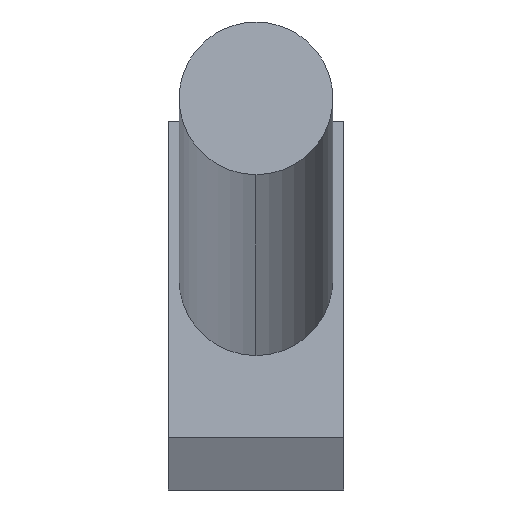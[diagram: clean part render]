
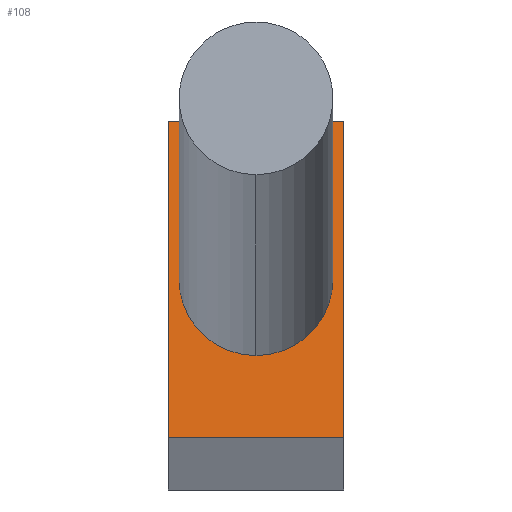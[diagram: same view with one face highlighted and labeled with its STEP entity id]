
A CAD part, left-side view. The second image highlights one B-rep face of the part: STEP entity #108.
In plain terms, the highlighted planar face has unit normal (-0.992, 0, 0.128).
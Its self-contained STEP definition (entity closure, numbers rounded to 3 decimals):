
#15 = DIRECTION ( 'NONE',  ( -0.992, 0., 0.128 ) ) ;
#16 = VERTEX_POINT ( 'NONE', #346 ) ;
#21 = VERTEX_POINT ( 'NONE', #66 ) ;
#38 = DIRECTION ( 'NONE',  ( -0.128, 0., -0.992 ) ) ;
#66 = CARTESIAN_POINT ( 'NONE',  ( 145.849, -191., 1173.055 ) ) ;
#74 = LINE ( 'NONE', #427, #259 ) ;
#76 = VECTOR ( 'NONE', #383, 1000. ) ;
#86 = VECTOR ( 'NONE', #393, 1000. ) ;
#95 = EDGE_LOOP ( 'NONE', ( #215, #124 ) ) ;
#103 = LINE ( 'NONE', #236, #76 ) ;
#106 = FACE_OUTER_BOUND ( 'NONE', #435, .T. ) ;
#108 = ADVANCED_FACE ( 'NONE', ( #106, #274 ), #385, .F. ) ;
#109 = DIRECTION ( 'NONE',  ( -0.992, 0., 0.128 ) ) ;
#116 = VERTEX_POINT ( 'NONE', #453 ) ;
#124 = ORIENTED_EDGE ( 'NONE', *, *, #452, .F. ) ;
#134 = DIRECTION ( 'NONE',  ( 0.128, 0., 0.992 ) ) ;
#151 = LINE ( 'NONE', #293, #297 ) ;
#154 = VERTEX_POINT ( 'NONE', #348 ) ;
#174 = CIRCLE ( 'NONE', #347, 35. ) ;
#175 = CARTESIAN_POINT ( 'NONE',  ( 164.467, -271., 1316.855 ) ) ;
#181 = ORIENTED_EDGE ( 'NONE', *, *, #356, .F. ) ;
#186 = DIRECTION ( 'NONE',  ( -0.128, 0., -0.992 ) ) ;
#190 = AXIS2_PLACEMENT_3D ( 'NONE', #332, #15, #186 ) ;
#198 = CARTESIAN_POINT ( 'NONE',  ( 150.664, -231., 1210.245 ) ) ;
#207 = LINE ( 'NONE', #175, #86 ) ;
#215 = ORIENTED_EDGE ( 'NONE', *, *, #338, .F. ) ;
#220 = EDGE_CURVE ( 'NONE', #116, #21, #103, .T. ) ;
#228 = VERTEX_POINT ( 'NONE', #198 ) ;
#236 = CARTESIAN_POINT ( 'NONE',  ( 164.467, -191., 1316.855 ) ) ;
#257 = AXIS2_PLACEMENT_3D ( 'NONE', #382, #278, #134 ) ;
#259 = VECTOR ( 'NONE', #358, 1000. ) ;
#274 = FACE_BOUND ( 'NONE', #95, .T. ) ;
#275 = CIRCLE ( 'NONE', #190, 35. ) ;
#278 = DIRECTION ( 'NONE',  ( 0.992, 0., -0.128 ) ) ;
#293 = CARTESIAN_POINT ( 'NONE',  ( 145.849, -271., 1173.055 ) ) ;
#297 = VECTOR ( 'NONE', #439, 1000. ) ;
#322 = VERTEX_POINT ( 'NONE', #425 ) ;
#332 = CARTESIAN_POINT ( 'NONE',  ( 155.158, -231., 1244.955 ) ) ;
#336 = ORIENTED_EDGE ( 'NONE', *, *, #220, .T. ) ;
#338 = EDGE_CURVE ( 'NONE', #228, #322, #174, .T. ) ;
#344 = EDGE_CURVE ( 'NONE', #154, #116, #74, .T. ) ;
#346 = CARTESIAN_POINT ( 'NONE',  ( 145.849, -271., 1173.055 ) ) ;
#347 = AXIS2_PLACEMENT_3D ( 'NONE', #355, #109, #38 ) ;
#348 = CARTESIAN_POINT ( 'NONE',  ( 164.467, -271., 1316.855 ) ) ;
#355 = CARTESIAN_POINT ( 'NONE',  ( 155.158, -231., 1244.955 ) ) ;
#356 = EDGE_CURVE ( 'NONE', #154, #16, #207, .T. ) ;
#358 = DIRECTION ( 'NONE',  ( 0., 1., 0. ) ) ;
#381 = ORIENTED_EDGE ( 'NONE', *, *, #455, .F. ) ;
#382 = CARTESIAN_POINT ( 'NONE',  ( 164.467, -271., 1316.855 ) ) ;
#383 = DIRECTION ( 'NONE',  ( -0.128, 0., -0.992 ) ) ;
#385 = PLANE ( 'NONE',  #257 ) ;
#393 = DIRECTION ( 'NONE',  ( -0.128, 0., -0.992 ) ) ;
#407 = ORIENTED_EDGE ( 'NONE', *, *, #344, .T. ) ;
#425 = CARTESIAN_POINT ( 'NONE',  ( 159.652, -231., 1279.665 ) ) ;
#427 = CARTESIAN_POINT ( 'NONE',  ( 164.467, -271., 1316.855 ) ) ;
#435 = EDGE_LOOP ( 'NONE', ( #336, #381, #181, #407 ) ) ;
#439 = DIRECTION ( 'NONE',  ( 0., 1., 0. ) ) ;
#452 = EDGE_CURVE ( 'NONE', #322, #228, #275, .T. ) ;
#453 = CARTESIAN_POINT ( 'NONE',  ( 164.467, -191., 1316.855 ) ) ;
#455 = EDGE_CURVE ( 'NONE', #16, #21, #151, .T. ) ;
